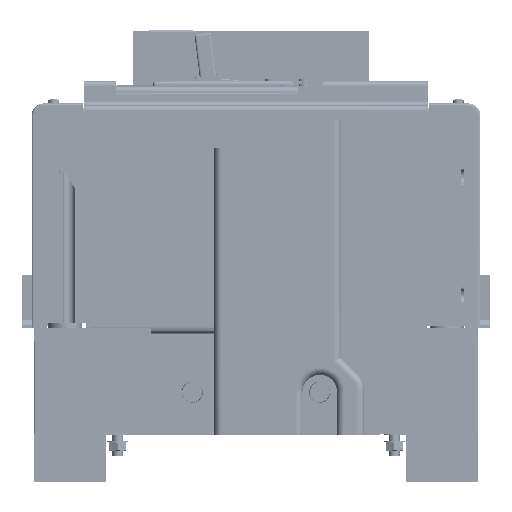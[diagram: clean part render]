
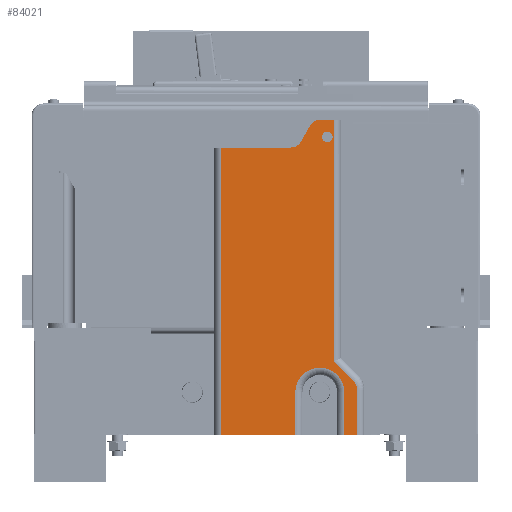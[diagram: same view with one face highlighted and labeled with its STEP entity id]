
A CAD part, left-side view. The second image highlights one B-rep face of the part: STEP entity #84021.
In plain terms, the highlighted planar face has unit normal (-1, 0, 0).
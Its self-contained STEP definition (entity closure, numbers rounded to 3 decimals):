
#83526=AXIS2_PLACEMENT_3D('Circle Axis2P3D',#83524,#83525,$) ;
#83893=AXIS2_PLACEMENT_3D('Plane Axis2P3D',#83890,#83891,#83892) ;
#83897=AXIS2_PLACEMENT_3D('Circle Axis2P3D',#83895,#83896,$) ;
#83904=AXIS2_PLACEMENT_3D('Circle Axis2P3D',#83902,#83903,$) ;
#83977=AXIS2_PLACEMENT_3D('Circle Axis2P3D',#83975,#83976,$) ;
#84014=AXIS2_PLACEMENT_3D('Circle Axis2P3D',#84012,#84013,$) ;
#23166=CARTESIAN_POINT('Vertex',(-194.,-47.5,0.)) ;
#23169=CARTESIAN_POINT('Line Origine',(-194.,-44.5,0.)) ;
#23173=CARTESIAN_POINT('Vertex',(-194.,-41.5,0.)) ;
#23226=CARTESIAN_POINT('Vertex',(-194.,-18.5,0.)) ;
#23229=CARTESIAN_POINT('Line Origine',(-194.,-1.125,0.)) ;
#23233=CARTESIAN_POINT('Vertex',(-194.,16.25,0.)) ;
#83519=CARTESIAN_POINT('Vertex',(-194.,-33.5,137.5)) ;
#83524=CARTESIAN_POINT('Axis2P3D Location',(-194.,-33.5,140.)) ;
#83528=CARTESIAN_POINT('Vertex',(-194.,-33.5,142.5)) ;
#83875=CARTESIAN_POINT('Vertex',(-194.,-18.5,20.)) ;
#83878=CARTESIAN_POINT('Line Origine',(-194.,-18.5,-0.4)) ;
#83890=CARTESIAN_POINT('Axis2P3D Location',(-194.,-15.625,74.)) ;
#83895=CARTESIAN_POINT('Axis2P3D Location',(-194.,-30.,20.)) ;
#83899=CARTESIAN_POINT('Vertex',(-194.,-30.,31.5)) ;
#83902=CARTESIAN_POINT('Axis2P3D Location',(-194.,-30.,20.)) ;
#83906=CARTESIAN_POINT('Vertex',(-194.,-41.5,20.)) ;
#83909=CARTESIAN_POINT('Line Origine',(-194.,-41.5,10.)) ;
#83914=CARTESIAN_POINT('Line Origine',(-194.,-47.5,10.429)) ;
#83918=CARTESIAN_POINT('Vertex',(-194.,-47.5,20.858)) ;
#83922=CARTESIAN_POINT('Control Point',(-194.,-45.596,25.454)) ;
#83923=CARTESIAN_POINT('Control Point',(-194.,-46.038,25.012)) ;
#83924=CARTESIAN_POINT('Control Point',(-194.,-46.426,24.518)) ;
#83925=CARTESIAN_POINT('Control Point',(-194.,-46.753,23.979)) ;
#83926=CARTESIAN_POINT('Control Point',(-194.,-47.177,23.042)) ;
#83927=CARTESIAN_POINT('Control Point',(-194.,-47.409,22.044)) ;
#83928=CARTESIAN_POINT('Control Point',(-194.,-47.47,21.651)) ;
#83929=CARTESIAN_POINT('Control Point',(-194.,-47.5,21.254)) ;
#83930=CARTESIAN_POINT('Control Point',(-194.,-47.5,20.858)) ;
#83931=CARTESIAN_POINT('Vertex',(-194.,-45.596,25.454)) ;
#83934=CARTESIAN_POINT('Line Origine',(-194.,-41.048,30.002)) ;
#83938=CARTESIAN_POINT('Vertex',(-194.,-36.5,34.55)) ;
#83941=CARTESIAN_POINT('Line Origine',(-194.,-36.5,91.275)) ;
#83945=CARTESIAN_POINT('Vertex',(-194.,-36.5,148.)) ;
#83948=CARTESIAN_POINT('Line Origine',(-194.,-33.193,148.)) ;
#83952=CARTESIAN_POINT('Vertex',(-194.,-29.887,148.)) ;
#83956=CARTESIAN_POINT('Control Point',(-194.,-25.557,145.5)) ;
#83957=CARTESIAN_POINT('Control Point',(-194.,-25.83,145.974)) ;
#83958=CARTESIAN_POINT('Control Point',(-194.,-26.169,146.411)) ;
#83959=CARTESIAN_POINT('Control Point',(-194.,-26.566,146.799)) ;
#83960=CARTESIAN_POINT('Control Point',(-194.,-27.417,147.426)) ;
#83961=CARTESIAN_POINT('Control Point',(-194.,-28.399,147.813)) ;
#83962=CARTESIAN_POINT('Control Point',(-194.,-28.888,147.938)) ;
#83963=CARTESIAN_POINT('Control Point',(-194.,-29.387,148.)) ;
#83964=CARTESIAN_POINT('Control Point',(-194.,-29.887,148.)) ;
#83965=CARTESIAN_POINT('Vertex',(-194.,-25.557,145.5)) ;
#83968=CARTESIAN_POINT('Line Origine',(-194.,-23.247,141.5)) ;
#83972=CARTESIAN_POINT('Vertex',(-194.,-20.938,137.5)) ;
#83975=CARTESIAN_POINT('Axis2P3D Location',(-194.,-16.608,140.)) ;
#83979=CARTESIAN_POINT('Vertex',(-194.,-16.608,135.)) ;
#83982=CARTESIAN_POINT('Line Origine',(-194.,-0.179,135.)) ;
#83986=CARTESIAN_POINT('Vertex',(-194.,16.25,135.)) ;
#83989=CARTESIAN_POINT('Line Origine',(-194.,16.25,67.5)) ;
#84012=CARTESIAN_POINT('Axis2P3D Location',(-194.,-33.5,140.)) ;
#23170=DIRECTION('Vector Direction',(0.,1.,0.)) ;
#23230=DIRECTION('Vector Direction',(0.,1.,0.)) ;
#83525=DIRECTION('Axis2P3D Direction',(1.,0.,-0.)) ;
#83879=DIRECTION('Vector Direction',(0.,0.,1.)) ;
#83891=DIRECTION('Axis2P3D Direction',(-1.,0.,0.)) ;
#83892=DIRECTION('Axis2P3D XDirection',(0.,0.,1.)) ;
#83896=DIRECTION('Axis2P3D Direction',(-1.,0.,0.)) ;
#83903=DIRECTION('Axis2P3D Direction',(-1.,0.,0.)) ;
#83910=DIRECTION('Vector Direction',(0.,0.,-1.)) ;
#83915=DIRECTION('Vector Direction',(0.,0.,1.)) ;
#83935=DIRECTION('Vector Direction',(0.,-0.707,-0.707)) ;
#83942=DIRECTION('Vector Direction',(0.,0.,1.)) ;
#83949=DIRECTION('Vector Direction',(0.,1.,0.)) ;
#83969=DIRECTION('Vector Direction',(0.,-0.5,0.866)) ;
#83976=DIRECTION('Axis2P3D Direction',(-1.,0.,0.)) ;
#83983=DIRECTION('Vector Direction',(0.,1.,0.)) ;
#83990=DIRECTION('Vector Direction',(0.,0.,-1.)) ;
#84013=DIRECTION('Axis2P3D Direction',(-1.,0.,0.)) ;
#23171=VECTOR('Line Direction',#23170,1.) ;
#23231=VECTOR('Line Direction',#23230,1.) ;
#83880=VECTOR('Line Direction',#83879,1.) ;
#83911=VECTOR('Line Direction',#83910,1.) ;
#83916=VECTOR('Line Direction',#83915,1.) ;
#83936=VECTOR('Line Direction',#83935,1.) ;
#83943=VECTOR('Line Direction',#83942,1.) ;
#83950=VECTOR('Line Direction',#83949,1.) ;
#83970=VECTOR('Line Direction',#83969,1.) ;
#83984=VECTOR('Line Direction',#83983,1.) ;
#83991=VECTOR('Line Direction',#83990,1.) ;
#83995=ORIENTED_EDGE('',*,*,#83882,.T.) ;
#83996=ORIENTED_EDGE('',*,*,#83901,.F.) ;
#83997=ORIENTED_EDGE('',*,*,#83908,.F.) ;
#83998=ORIENTED_EDGE('',*,*,#83913,.T.) ;
#83999=ORIENTED_EDGE('',*,*,#23175,.F.) ;
#84000=ORIENTED_EDGE('',*,*,#83920,.T.) ;
#84001=ORIENTED_EDGE('',*,*,#83933,.F.) ;
#84002=ORIENTED_EDGE('',*,*,#83940,.F.) ;
#84003=ORIENTED_EDGE('',*,*,#83947,.T.) ;
#84004=ORIENTED_EDGE('',*,*,#83954,.T.) ;
#84005=ORIENTED_EDGE('',*,*,#83967,.F.) ;
#84006=ORIENTED_EDGE('',*,*,#83974,.F.) ;
#84007=ORIENTED_EDGE('',*,*,#83981,.F.) ;
#84008=ORIENTED_EDGE('',*,*,#83988,.T.) ;
#84009=ORIENTED_EDGE('',*,*,#83993,.T.) ;
#84010=ORIENTED_EDGE('',*,*,#23235,.F.) ;
#84018=ORIENTED_EDGE('',*,*,#84016,.F.) ;
#84019=ORIENTED_EDGE('',*,*,#83530,.F.) ;
#84020=FACE_BOUND('',#84017,.T.) ;
#84021=ADVANCED_FACE('PartBody',(#84011,#84020),#83894,.T.) ;
#83921=B_SPLINE_CURVE_WITH_KNOTS('',5,(#83922,#83923,#83924,#83925,#83926,#83927,#83928,#83929,#83930),.UNSPECIFIED.,.F.,.U.,(6,3,6),(0.,4.416,7.22),.UNSPECIFIED.) ;
#83955=B_SPLINE_CURVE_WITH_KNOTS('',5,(#83956,#83957,#83958,#83959,#83960,#83961,#83962,#83963,#83964),.UNSPECIFIED.,.F.,.U.,(6,3,6),(0.,3.873,7.405),.UNSPECIFIED.) ;
#83527=CIRCLE('generated circle',#83526,2.5) ;
#83898=CIRCLE('generated circle',#83897,11.5) ;
#83905=CIRCLE('generated circle',#83904,11.5) ;
#83978=CIRCLE('generated circle',#83977,5.) ;
#84015=CIRCLE('generated circle',#84014,2.5) ;
#23175=EDGE_CURVE('',#23167,#23174,#23172,.T.) ;
#23235=EDGE_CURVE('',#23227,#23234,#23232,.T.) ;
#83530=EDGE_CURVE('',#83520,#83529,#83527,.F.) ;
#83882=EDGE_CURVE('',#23227,#83876,#83881,.T.) ;
#83901=EDGE_CURVE('',#83900,#83876,#83898,.T.) ;
#83908=EDGE_CURVE('',#83907,#83900,#83905,.T.) ;
#83913=EDGE_CURVE('',#83907,#23174,#83912,.T.) ;
#83920=EDGE_CURVE('',#23167,#83919,#83917,.T.) ;
#83933=EDGE_CURVE('',#83932,#83919,#83921,.T.) ;
#83940=EDGE_CURVE('',#83939,#83932,#83937,.T.) ;
#83947=EDGE_CURVE('',#83939,#83946,#83944,.T.) ;
#83954=EDGE_CURVE('',#83946,#83953,#83951,.T.) ;
#83967=EDGE_CURVE('',#83966,#83953,#83955,.T.) ;
#83974=EDGE_CURVE('',#83973,#83966,#83971,.T.) ;
#83981=EDGE_CURVE('',#83980,#83973,#83978,.T.) ;
#83988=EDGE_CURVE('',#83980,#83987,#83985,.T.) ;
#83993=EDGE_CURVE('',#83987,#23234,#83992,.T.) ;
#84016=EDGE_CURVE('',#83529,#83520,#84015,.T.) ;
#83994=EDGE_LOOP('',(#83995,#83996,#83997,#83998,#83999,#84000,#84001,#84002,#84003,#84004,#84005,#84006,#84007,#84008,#84009,#84010)) ;
#84017=EDGE_LOOP('',(#84018,#84019)) ;
#84011=FACE_OUTER_BOUND('',#83994,.T.) ;
#23172=LINE('Line',#23169,#23171) ;
#23232=LINE('Line',#23229,#23231) ;
#83881=LINE('Line',#83878,#83880) ;
#83912=LINE('Line',#83909,#83911) ;
#83917=LINE('Line',#83914,#83916) ;
#83937=LINE('Line',#83934,#83936) ;
#83944=LINE('Line',#83941,#83943) ;
#83951=LINE('Line',#83948,#83950) ;
#83971=LINE('Line',#83968,#83970) ;
#83985=LINE('Line',#83982,#83984) ;
#83992=LINE('Line',#83989,#83991) ;
#83894=PLANE('',#83893) ;
#23167=VERTEX_POINT('',#23166) ;
#23174=VERTEX_POINT('',#23173) ;
#23227=VERTEX_POINT('',#23226) ;
#23234=VERTEX_POINT('',#23233) ;
#83520=VERTEX_POINT('',#83519) ;
#83529=VERTEX_POINT('',#83528) ;
#83876=VERTEX_POINT('',#83875) ;
#83900=VERTEX_POINT('',#83899) ;
#83907=VERTEX_POINT('',#83906) ;
#83919=VERTEX_POINT('',#83918) ;
#83932=VERTEX_POINT('',#83931) ;
#83939=VERTEX_POINT('',#83938) ;
#83946=VERTEX_POINT('',#83945) ;
#83953=VERTEX_POINT('',#83952) ;
#83966=VERTEX_POINT('',#83965) ;
#83973=VERTEX_POINT('',#83972) ;
#83980=VERTEX_POINT('',#83979) ;
#83987=VERTEX_POINT('',#83986) ;
